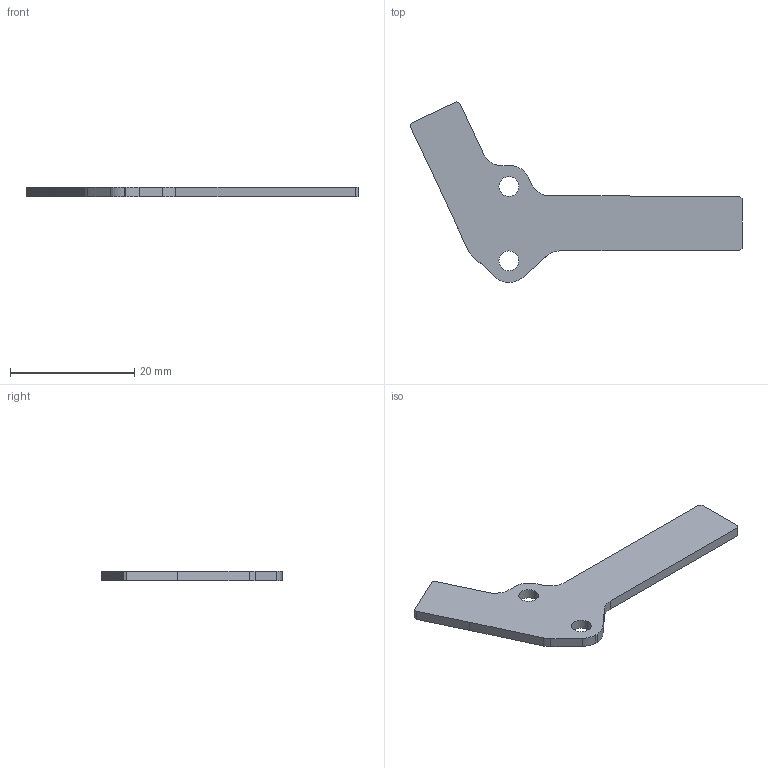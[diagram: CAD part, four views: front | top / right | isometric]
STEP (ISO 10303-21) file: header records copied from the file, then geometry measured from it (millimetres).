
FILE_DESCRIPTION(('KiCad electronic assembly'),'2;1');
FILE_NAME('Conductor.step','2024-09-29T03:50:04',('Pcbnew'),('Kicad'), 'Open CASCADE STEP processor 7.7','KiCad to STEP converter','Unknown' );
FILE_SCHEMA(('AUTOMOTIVE_DESIGN { 1 0 10303 214 1 1 1 1 }'));
Length unit declared in the file: millimetre
Products named in the file (2): Conductor 1; _autosave-Conductor_PCB
Assembly tree (1 placements, depth 2):
  Conductor 1
    _autosave-Conductor_PCB
Bounding box: 53.53 x 29.12 x 1.6 mm (x, y, z)
Volume: 949 mm3; surface area: 1444.5 mm2
Topology: 1 solids, 1 shells, 29 faces, 81 edges, 54 vertices
Faces by surface type: plane 20, cylinder 9
Full cylindrical faces by diameter (mm): 3.2 x2
Entity records: 978 total; most frequent: CARTESIAN_POINT 166, ORIENTED_EDGE 162, DIRECTION 161, EDGE_CURVE 81, LINE 63, VECTOR 63, VERTEX_POINT 54, AXIS2_PLACEMENT_3D 49
